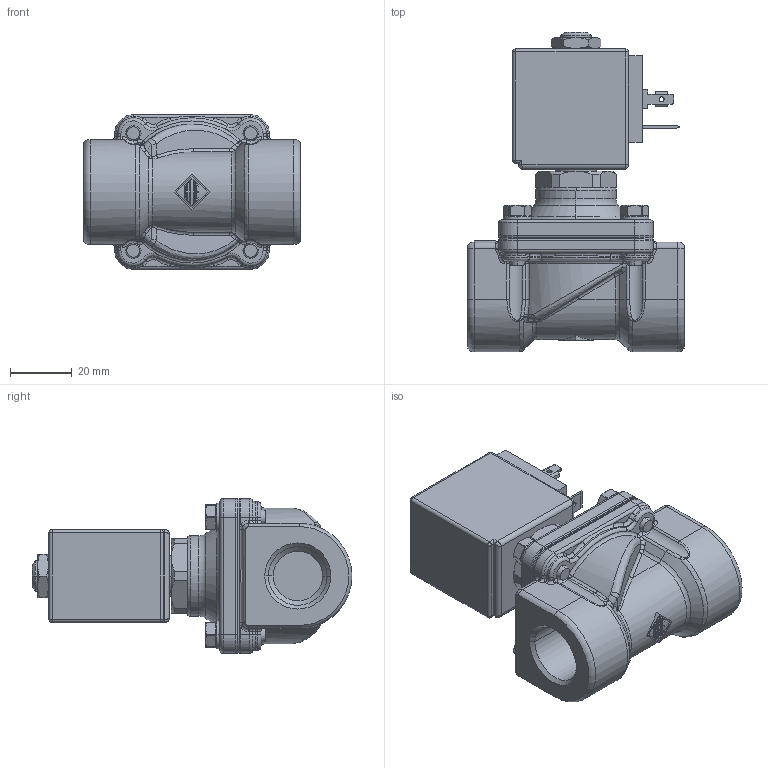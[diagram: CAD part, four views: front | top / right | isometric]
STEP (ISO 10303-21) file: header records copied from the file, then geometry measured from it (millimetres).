
FILE_DESCRIPTION((''),'2;1');
FILE_NAME('21HT4K0Y160_BDA_INGOMBRO_ASM','2009-07-06T',('romeri'),('O.D.E.'),'PRO/ENGINEER BY PARAMETRIC TECHNOLOGY CORPORATION, 2005450','PRO/ENGINEER BY PARAMETRIC TECHNOLOGY CORPORATION, 2005450','');
FILE_SCHEMA(('CONFIG_CONTROL_DESIGN'));
Length unit declared in the file: millimetre
Products named in the file (10): 4500H2_INGOMBRO; 450290_INGOMBRO; 451038_INGOMBRO; 450691_INGOMBRO; ROSETTE_UNI_1751_M5; VITE_T_ESAGONALE_ISO_4_M5X16; BOBINA_8_W_INGOMBRO; 450145; 450146; 21HT4K0Y160_BDA_INGOMBRO_ASM
Assembly tree (15 placements, depth 2):
  21HT4K0Y160_BDA_INGOMBRO_ASM
    4500H2_INGOMBRO
    450290_INGOMBRO
    451038_INGOMBRO
    450691_INGOMBRO
    ROSETTE_UNI_1751_M5  x4
    VITE_T_ESAGONALE_ISO_4_M5X16  x4
    BOBINA_8_W_INGOMBRO
    450145
    450146
Bounding box: 70 x 103.5 x 50 mm (x, y, z)
Volume: 125495.4 mm3; surface area: 44434.4 mm2
Topology: 15 solids, 20 shells, 1001 faces, 2298 edges, 1361 vertices
Faces by surface type: cylinder 298, plane 283, torus 166, bspline 143, cone 97, sphere 14
Entity records: 33026 total; most frequent: CARTESIAN_POINT 7592, DIRECTION 3576, ORIENTED_EDGE 3476, PRESENTATION_STYLE_ASSIGNMENT 2120, EDGE_CURVE 1738, STYLED_ITEM 1716, CURVE_STYLE 1690, AXIS2_PLACEMENT_3D 1418
